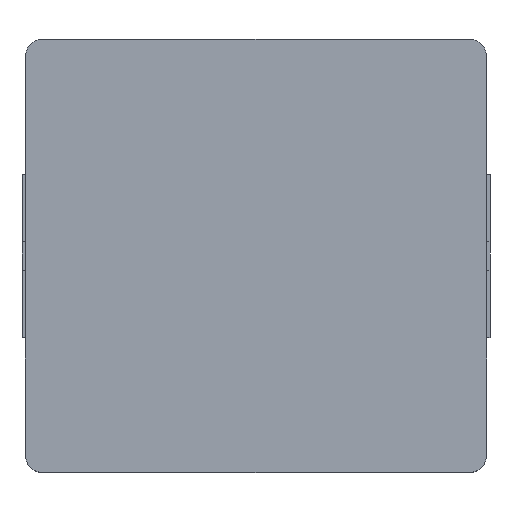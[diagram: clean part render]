
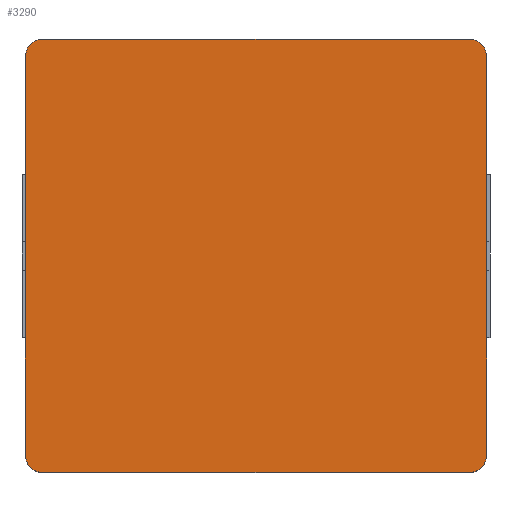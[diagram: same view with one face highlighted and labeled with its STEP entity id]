
A CAD part, top view. The second image highlights one B-rep face of the part: STEP entity #3290.
In plain terms, the highlighted planar face has unit normal (0, 0, 1).
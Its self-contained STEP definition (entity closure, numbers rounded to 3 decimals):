
#5 = VECTOR ( 'NONE', #3329, 1000. ) ;
#35 = VERTEX_POINT ( 'NONE', #1323 ) ;
#312 = CARTESIAN_POINT ( 'NONE',  ( -6.15, 5.75, 5.7 ) ) ;
#344 = VECTOR ( 'NONE', #3345, 1000. ) ;
#435 = AXIS2_PLACEMENT_3D ( 'NONE', #3098, #3088, #1592 ) ;
#451 = CARTESIAN_POINT ( 'NONE',  ( -6.15, -5.75, 5.7 ) ) ;
#457 = VECTOR ( 'NONE', #3703, 1000. ) ;
#480 = ORIENTED_EDGE ( 'NONE', *, *, #2036, .T. ) ;
#509 = CARTESIAN_POINT ( 'NONE',  ( -6.15, -6.25, 5.7 ) ) ;
#551 = CARTESIAN_POINT ( 'NONE',  ( -6.65, 5.75, 5.7 ) ) ;
#557 = AXIS2_PLACEMENT_3D ( 'NONE', #451, #1332, #3436 ) ;
#741 = PLANE ( 'NONE',  #1694 ) ;
#764 = DIRECTION ( 'NONE',  ( 0., 0., 1. ) ) ;
#923 = EDGE_CURVE ( 'NONE', #1518, #1226, #3313, .T. ) ;
#924 = VERTEX_POINT ( 'NONE', #551 ) ;
#949 = CARTESIAN_POINT ( 'NONE',  ( -6.65, 6.25, 5.7 ) ) ;
#991 = DIRECTION ( 'NONE',  ( 0., 0., 1. ) ) ;
#1057 = CARTESIAN_POINT ( 'NONE',  ( 6.15, -6.25, 5.7 ) ) ;
#1083 = ORIENTED_EDGE ( 'NONE', *, *, #3016, .T. ) ;
#1091 = CARTESIAN_POINT ( 'NONE',  ( 0., 0., 5.7 ) ) ;
#1158 = CARTESIAN_POINT ( 'NONE',  ( -6.15, 6.25, 5.7 ) ) ;
#1216 = VERTEX_POINT ( 'NONE', #509 ) ;
#1220 = CARTESIAN_POINT ( 'NONE',  ( -6.65, 6.25, 5.7 ) ) ;
#1226 = VERTEX_POINT ( 'NONE', #2320 ) ;
#1241 = CARTESIAN_POINT ( 'NONE',  ( 6.65, 6.25, 5.7 ) ) ;
#1323 = CARTESIAN_POINT ( 'NONE',  ( -6.65, -5.75, 5.7 ) ) ;
#1332 = DIRECTION ( 'NONE',  ( 0., 0., 1. ) ) ;
#1500 = VECTOR ( 'NONE', #2222, 1000. ) ;
#1518 = VERTEX_POINT ( 'NONE', #3857 ) ;
#1592 = DIRECTION ( 'NONE',  ( 1., 0., 0. ) ) ;
#1617 = VERTEX_POINT ( 'NONE', #3244 ) ;
#1625 = ORIENTED_EDGE ( 'NONE', *, *, #3767, .T. ) ;
#1640 = ORIENTED_EDGE ( 'NONE', *, *, #3080, .T. ) ;
#1694 = AXIS2_PLACEMENT_3D ( 'NONE', #1091, #764, #3159 ) ;
#1717 = LINE ( 'NONE', #1220, #344 ) ;
#1845 = CARTESIAN_POINT ( 'NONE',  ( 6.15, -5.75, 5.7 ) ) ;
#1909 = ORIENTED_EDGE ( 'NONE', *, *, #3756, .T. ) ;
#2036 = EDGE_CURVE ( 'NONE', #35, #1216, #3567, .T. ) ;
#2113 = AXIS2_PLACEMENT_3D ( 'NONE', #1845, #991, #2158 ) ;
#2158 = DIRECTION ( 'NONE',  ( 1., 0., 0. ) ) ;
#2222 = DIRECTION ( 'NONE',  ( 1., 0., 0. ) ) ;
#2285 = ORIENTED_EDGE ( 'NONE', *, *, #3205, .T. ) ;
#2320 = CARTESIAN_POINT ( 'NONE',  ( 6.15, 6.25, 5.7 ) ) ;
#2451 = DIRECTION ( 'NONE',  ( 0., 0., 1. ) ) ;
#2474 = ORIENTED_EDGE ( 'NONE', *, *, #3625, .T. ) ;
#2574 = LINE ( 'NONE', #1241, #457 ) ;
#2578 = CIRCLE ( 'NONE', #2113, 0.5 ) ;
#2599 = AXIS2_PLACEMENT_3D ( 'NONE', #312, #2451, #2756 ) ;
#2621 = FACE_OUTER_BOUND ( 'NONE', #3650, .T. ) ;
#2664 = CIRCLE ( 'NONE', #2599, 0.5 ) ;
#2734 = LINE ( 'NONE', #949, #5 ) ;
#2756 = DIRECTION ( 'NONE',  ( 1., 0., 0. ) ) ;
#2807 = CARTESIAN_POINT ( 'NONE',  ( -6.65, -6.25, 5.7 ) ) ;
#2934 = LINE ( 'NONE', #2807, #1500 ) ;
#2950 = ORIENTED_EDGE ( 'NONE', *, *, #923, .T. ) ;
#3016 = EDGE_CURVE ( 'NONE', #924, #35, #2734, .T. ) ;
#3080 = EDGE_CURVE ( 'NONE', #1226, #3639, #1717, .T. ) ;
#3088 = DIRECTION ( 'NONE',  ( 0., 0., 1. ) ) ;
#3098 = CARTESIAN_POINT ( 'NONE',  ( 6.15, 5.75, 5.7 ) ) ;
#3159 = DIRECTION ( 'NONE',  ( 1., 0., 0. ) ) ;
#3205 = EDGE_CURVE ( 'NONE', #1216, #3750, #2934, .T. ) ;
#3244 = CARTESIAN_POINT ( 'NONE',  ( 6.65, -5.75, 5.7 ) ) ;
#3290 = ADVANCED_FACE ( 'NONE', ( #2621 ), #741, .T. ) ;
#3313 = CIRCLE ( 'NONE', #435, 0.5 ) ;
#3329 = DIRECTION ( 'NONE',  ( 0., -1., 0. ) ) ;
#3345 = DIRECTION ( 'NONE',  ( -1., 0., 0. ) ) ;
#3436 = DIRECTION ( 'NONE',  ( 1., 0., 0. ) ) ;
#3567 = CIRCLE ( 'NONE', #557, 0.5 ) ;
#3625 = EDGE_CURVE ( 'NONE', #3750, #1617, #2578, .T. ) ;
#3639 = VERTEX_POINT ( 'NONE', #1158 ) ;
#3650 = EDGE_LOOP ( 'NONE', ( #2285, #2474, #1909, #2950, #1640, #1625, #1083, #480 ) ) ;
#3703 = DIRECTION ( 'NONE',  ( 0., 1., 0. ) ) ;
#3750 = VERTEX_POINT ( 'NONE', #1057 ) ;
#3756 = EDGE_CURVE ( 'NONE', #1617, #1518, #2574, .T. ) ;
#3767 = EDGE_CURVE ( 'NONE', #3639, #924, #2664, .T. ) ;
#3857 = CARTESIAN_POINT ( 'NONE',  ( 6.65, 5.75, 5.7 ) ) ;
